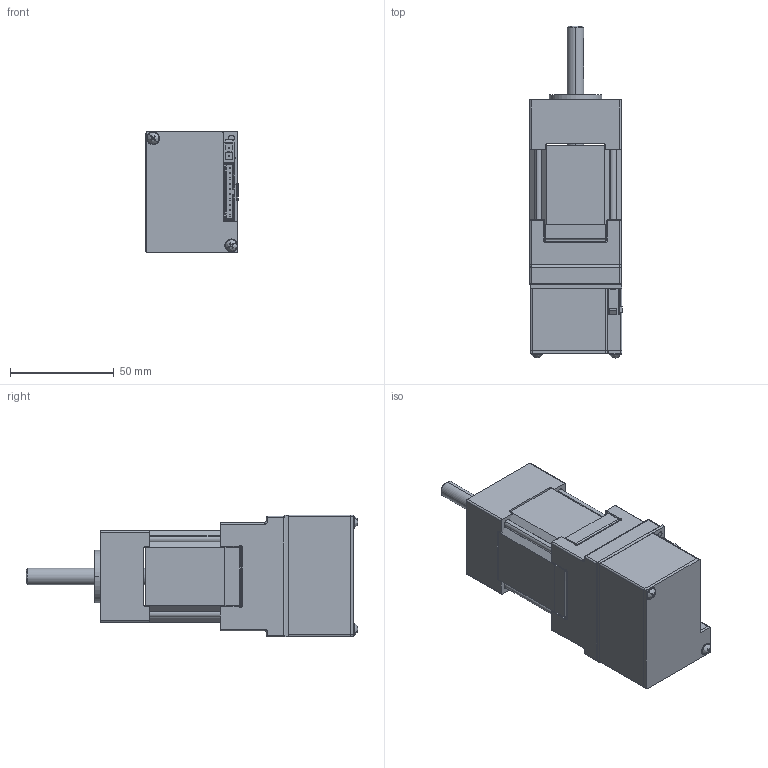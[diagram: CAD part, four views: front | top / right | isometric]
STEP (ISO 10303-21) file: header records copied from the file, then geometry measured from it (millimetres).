
FILE_DESCRIPTION (( 'STEP AP214' ), '1' );
FILE_NAME ('DM3012-1063.STEP', '2017-11-13T16:12:54', ( '' ), ( '' ), 'SwSTEP 2.0', 'SolidWorks 2017', '' );
FILE_SCHEMA (( 'AUTOMOTIVE_DESIGN' ));
Length unit declared in the file: inch
Products named in the file (11): Integral_Control_1; 610040_4; 340570_1_1.5 stack; 360112_8; 360096_10; DM3012-1063; 230229_1; 470141_6; 470144_5; 280088_5; 360088_7
Assembly tree (14 placements, depth 2):
  DM3012-1063
    360096_10
    360112_8
    340570_1_1.5 stack
    610040_4
    Integral_Control_1
    360088_7
    280088_5
    470144_5  x2
    470141_6  x4
    230229_1
Bounding box: 44.44 x 159.75 x 58.55 mm (x, y, z)
Volume: 115699.1 mm3; surface area: 105910.9 mm2
Topology: 52 solids, 52 shells, 3681 faces, 9751 edges, 6227 vertices
Faces by surface type: plane 2004, cylinder 1248, bspline 320, cone 89, torus 16, sphere 4
Entity records: 121647 total; most frequent: CARTESIAN_POINT 32365, ORIENTED_EDGE 18930, DIRECTION 17722, EDGE_CURVE 9465, LINE 6184, VECTOR 6184, VERTEX_POINT 6081, AXIS2_PLACEMENT_3D 5769
